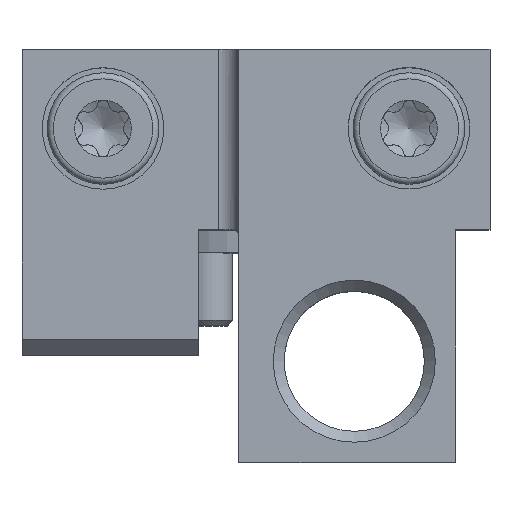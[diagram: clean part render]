
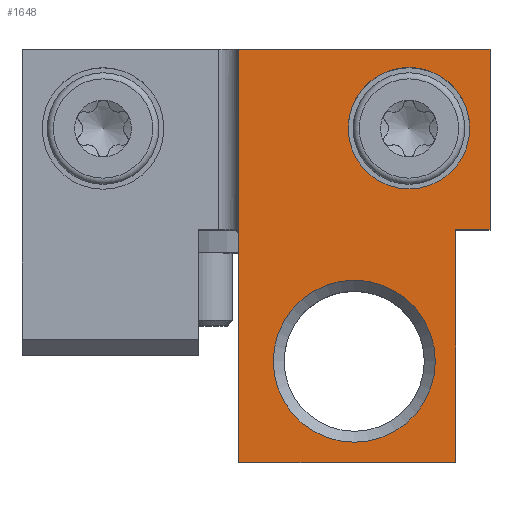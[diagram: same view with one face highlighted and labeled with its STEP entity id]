
A CAD part, top view. The second image highlights one B-rep face of the part: STEP entity #1648.
In plain terms, the highlighted planar face has unit normal (0, 0, 1).
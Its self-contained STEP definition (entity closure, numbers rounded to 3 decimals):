
#184=CIRCLE('',#1806,3.);
#185=CIRCLE('',#1807,4.);
#282=ORIENTED_EDGE('',*,*,#729,.F.);
#283=ORIENTED_EDGE('',*,*,#730,.T.);
#284=ORIENTED_EDGE('',*,*,#731,.F.);
#285=ORIENTED_EDGE('',*,*,#720,.F.);
#286=ORIENTED_EDGE('',*,*,#732,.T.);
#287=ORIENTED_EDGE('',*,*,#733,.T.);
#288=ORIENTED_EDGE('',*,*,#734,.F.);
#289=ORIENTED_EDGE('',*,*,#728,.T.);
#720=EDGE_CURVE('',#942,#943,#1109,.T.);
#728=EDGE_CURVE('',#947,#950,#1116,.T.);
#729=EDGE_CURVE('',#951,#951,#184,.T.);
#730=EDGE_CURVE('',#952,#952,#185,.T.);
#731=EDGE_CURVE('',#943,#950,#1117,.T.);
#732=EDGE_CURVE('',#942,#953,#1118,.T.);
#733=EDGE_CURVE('',#953,#954,#1119,.T.);
#734=EDGE_CURVE('',#947,#954,#1120,.T.);
#942=VERTEX_POINT('',#2468);
#943=VERTEX_POINT('',#2470);
#947=VERTEX_POINT('',#2480);
#950=VERTEX_POINT('',#2485);
#951=VERTEX_POINT('',#2489);
#952=VERTEX_POINT('',#2491);
#953=VERTEX_POINT('',#2494);
#954=VERTEX_POINT('',#2496);
#1109=LINE('',#2469,#1219);
#1116=LINE('',#2486,#1226);
#1117=LINE('',#2492,#1227);
#1118=LINE('',#2493,#1228);
#1119=LINE('',#2495,#1229);
#1120=LINE('',#2497,#1230);
#1219=VECTOR('',#2006,1000.);
#1226=VECTOR('',#2017,1000.);
#1227=VECTOR('',#2024,1000.);
#1228=VECTOR('',#2025,1000.);
#1229=VECTOR('',#2026,1000.);
#1230=VECTOR('',#2027,1000.);
#1312=EDGE_LOOP('',(#282));
#1313=EDGE_LOOP('',(#283));
#1314=EDGE_LOOP('',(#284,#285,#286,#287,#288,#289));
#1460=FACE_BOUND('',#1312,.T.);
#1461=FACE_BOUND('',#1313,.T.);
#1462=FACE_BOUND('',#1314,.T.);
#1609=PLANE('',#1805);
#1648=ADVANCED_FACE('',(#1460,#1461,#1462),#1609,.T.);
#1805=AXIS2_PLACEMENT_3D('',#2487,#2018,#2019);
#1806=AXIS2_PLACEMENT_3D('',#2488,#2020,#2021);
#1807=AXIS2_PLACEMENT_3D('',#2490,#2022,#2023);
#2006=DIRECTION('',(-1.,0.,0.));
#2017=DIRECTION('',(1.,0.,0.));
#2018=DIRECTION('',(0.,0.,1.));
#2019=DIRECTION('',(1.,0.,0.));
#2020=DIRECTION('',(0.,0.,1.));
#2021=DIRECTION('',(1.,0.,0.));
#2022=DIRECTION('',(0.,0.,-1.));
#2023=DIRECTION('',(-1.,0.,0.));
#2024=DIRECTION('',(0.,-1.,0.));
#2025=DIRECTION('',(0.,1.,0.));
#2026=DIRECTION('',(-1.,0.,0.));
#2027=DIRECTION('',(0.,1.,0.));
#2468=CARTESIAN_POINT('',(11.55,-8.9,15.));
#2469=CARTESIAN_POINT('',(11.55,-8.9,15.));
#2470=CARTESIAN_POINT('',(9.85,-8.9,15.));
#2480=CARTESIAN_POINT('',(-0.85,-20.4,15.));
#2485=CARTESIAN_POINT('',(9.85,-20.4,15.));
#2486=CARTESIAN_POINT('',(-11.55,-20.4,15.));
#2487=CARTESIAN_POINT('',(0.,0.,15.));
#2488=CARTESIAN_POINT('',(7.55,-3.9,15.));
#2489=CARTESIAN_POINT('',(10.55,-3.9,15.));
#2490=CARTESIAN_POINT('',(4.85,-15.4,15.));
#2491=CARTESIAN_POINT('',(0.85,-15.4,15.));
#2492=CARTESIAN_POINT('',(9.85,-8.9,15.));
#2493=CARTESIAN_POINT('',(11.55,-20.4,15.));
#2494=CARTESIAN_POINT('',(11.55,0.,15.));
#2495=CARTESIAN_POINT('',(11.55,0.,15.));
#2496=CARTESIAN_POINT('',(-0.85,0.,15.));
#2497=CARTESIAN_POINT('',(-0.85,-20.4,15.));
